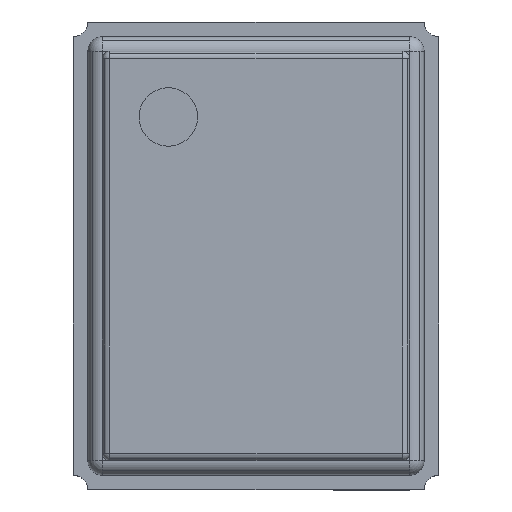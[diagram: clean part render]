
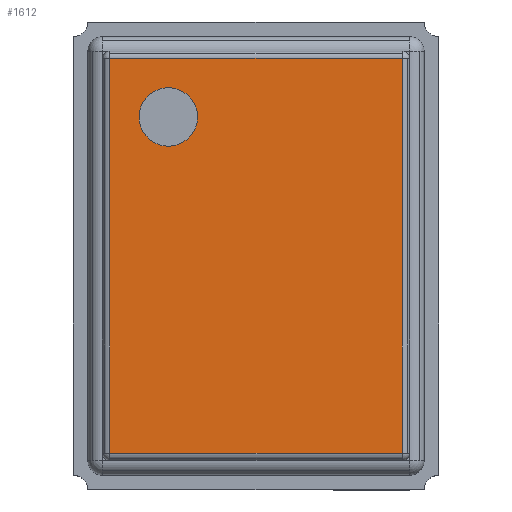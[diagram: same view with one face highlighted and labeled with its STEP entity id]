
A CAD part, top view. The second image highlights one B-rep face of the part: STEP entity #1612.
In plain terms, the highlighted planar face has unit normal (0, 0, 1).
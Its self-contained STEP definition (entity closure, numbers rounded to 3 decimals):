
#1088=CARTESIAN_POINT('',(-1.,1.35,1.));
#1089=VERTEX_POINT('',#1088);
#1097=CARTESIAN_POINT('',(1.,1.35,1.));
#1098=VERTEX_POINT('',#1097);
#1099=CARTESIAN_POINT('',(-1.,1.35,1.));
#1100=DIRECTION('',(1.0,0.0,0.0));
#1101=VECTOR('',#1100,2.);
#1102=LINE('',#1099,#1101);
#1103=EDGE_CURVE('',#1089,#1098,#1102,.T.);
#1130=CARTESIAN_POINT('',(-1.,-1.35,1.));
#1131=VERTEX_POINT('',#1130);
#1139=CARTESIAN_POINT('',(-1.,-1.35,1.));
#1140=DIRECTION('',(0.0,1.0,0.0));
#1141=VECTOR('',#1140,2.7);
#1142=LINE('',#1139,#1141);
#1143=EDGE_CURVE('',#1131,#1089,#1142,.T.);
#1170=CARTESIAN_POINT('',(1.,-1.35,1.));
#1171=VERTEX_POINT('',#1170);
#1179=CARTESIAN_POINT('',(1.,-1.35,1.));
#1180=DIRECTION('',(-1.0,0.0,0.0));
#1181=VECTOR('',#1180,2.0);
#1182=LINE('',#1179,#1181);
#1183=EDGE_CURVE('',#1171,#1131,#1182,.T.);
#1217=CARTESIAN_POINT('',(1.,1.35,1.));
#1218=DIRECTION('',(0.0,-1.0,0.0));
#1219=VECTOR('',#1218,2.7);
#1220=LINE('',#1217,#1219);
#1221=EDGE_CURVE('',#1098,#1171,#1220,.T.);
#1240=CARTESIAN_POINT('',(-0.6,0.75,1.));
#1241=VERTEX_POINT('',#1240);
#1257=CARTESIAN_POINT('',(-0.6,1.15,1.));
#1258=VERTEX_POINT('',#1257);
#1265=CARTESIAN_POINT('',(-0.6,0.95,1.));
#1266=DIRECTION('',(0.0,0.0,-1.0));
#1267=DIRECTION('',(0.0,-1.0,0.0));
#1268=AXIS2_PLACEMENT_3D('',#1265,#1266,#1267);
#1269=CIRCLE('',#1268,0.2);
#1270=EDGE_CURVE('',#1241,#1258,#1269,.T.);
#1281=CARTESIAN_POINT('',(-0.6,0.95,1.));
#1282=DIRECTION('',(0.0,0.0,-1.0));
#1283=DIRECTION('',(0.0,-1.0,0.0));
#1284=AXIS2_PLACEMENT_3D('',#1281,#1282,#1283);
#1285=CIRCLE('',#1284,0.2);
#1286=EDGE_CURVE('',#1258,#1241,#1285,.T.);
#1597=CARTESIAN_POINT('',(0.,0.,1.));
#1598=DIRECTION('',(0.0,0.0,1.0));
#1599=DIRECTION('',(0.0,-1.0,0.0));
#1600=AXIS2_PLACEMENT_3D('',#1597,#1598,#1599);
#1601=PLANE('',#1600);
#1602=ORIENTED_EDGE('',*,*,#1221,.F.);
#1603=ORIENTED_EDGE('',*,*,#1103,.F.);
#1604=ORIENTED_EDGE('',*,*,#1143,.F.);
#1605=ORIENTED_EDGE('',*,*,#1183,.F.);
#1606=EDGE_LOOP('',(#1602,#1603,#1604,#1605));
#1607=FACE_OUTER_BOUND('',#1606,.T.);
#1608=ORIENTED_EDGE('',*,*,#1270,.T.);
#1609=ORIENTED_EDGE('',*,*,#1286,.T.);
#1610=EDGE_LOOP('',(#1608,#1609));
#1611=FACE_BOUND('',#1610,.T.);
#1612=ADVANCED_FACE('',(#1607,#1611),#1601,.T.);
